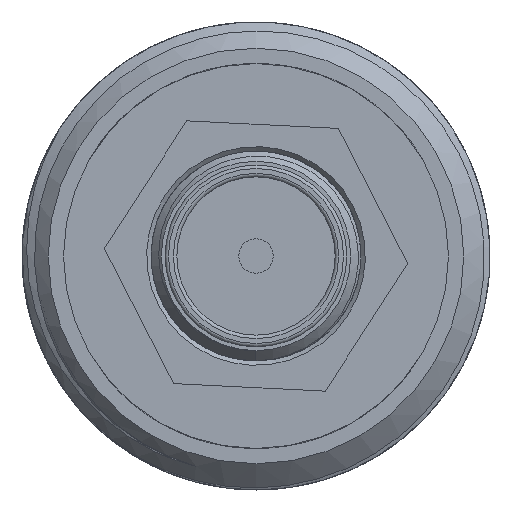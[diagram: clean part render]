
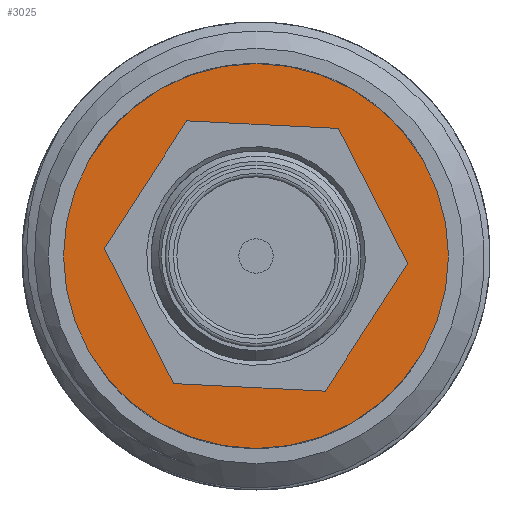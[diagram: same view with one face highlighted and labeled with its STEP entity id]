
A CAD part, front view. The second image highlights one B-rep face of the part: STEP entity #3025.
In plain terms, the highlighted planar face has unit normal (0, -1, 0).
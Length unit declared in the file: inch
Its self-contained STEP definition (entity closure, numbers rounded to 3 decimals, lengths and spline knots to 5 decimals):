
#245 = ORIENTED_EDGE ( 'NONE', *, *, #5558, .T. ) ;
#1021 = EDGE_LOOP ( 'NONE', ( #10306 ) ) ;
#1553 = DIRECTION ( 'NONE',  ( 0., 1., 0. ) ) ;
#2508 = AXIS2_PLACEMENT_3D ( 'NONE', #7023, #1553, #7944 ) ;
#2691 = CARTESIAN_POINT ( 'NONE',  ( 0., -0.58, 0. ) ) ;
#3025 = ADVANCED_FACE ( 'NONE', ( #3688, #10685 ), #11143, .F. ) ;
#3131 = CIRCLE ( 'NONE', #8400, 0.22 ) ;
#3615 = DIRECTION ( 'NONE',  ( 1., 0., 0. ) ) ;
#3688 = FACE_OUTER_BOUND ( 'NONE', #1021, .T. ) ;
#3896 = DIRECTION ( 'NONE',  ( 0., 1., 0. ) ) ;
#3951 = EDGE_CURVE ( 'NONE', #5588, #5588, #3131, .T. ) ;
#4401 = CARTESIAN_POINT ( 'NONE',  ( 0.127, -0.58, 0. ) ) ;
#5558 = EDGE_CURVE ( 'NONE', #7452, #7452, #5744, .T. ) ;
#5588 = VERTEX_POINT ( 'NONE', #6193 ) ;
#5744 = CIRCLE ( 'NONE', #2508, 0.127 ) ;
#6193 = CARTESIAN_POINT ( 'NONE',  ( 0.22, -0.58, 0. ) ) ;
#7023 = CARTESIAN_POINT ( 'NONE',  ( 0., -0.58, 0. ) ) ;
#7452 = VERTEX_POINT ( 'NONE', #4401 ) ;
#7686 = AXIS2_PLACEMENT_3D ( 'NONE', #9372, #3896, #10283 ) ;
#7944 = DIRECTION ( 'NONE',  ( 1., 0., 0. ) ) ;
#8400 = AXIS2_PLACEMENT_3D ( 'NONE', #2691, #9084, #3615 ) ;
#9084 = DIRECTION ( 'NONE',  ( 0., 1., 0. ) ) ;
#9372 = CARTESIAN_POINT ( 'NONE',  ( 0., -0.58, 0. ) ) ;
#9847 = EDGE_LOOP ( 'NONE', ( #245 ) ) ;
#10283 = DIRECTION ( 'NONE',  ( 1., 0., 0. ) ) ;
#10306 = ORIENTED_EDGE ( 'NONE', *, *, #3951, .F. ) ;
#10685 = FACE_BOUND ( 'NONE', #9847, .T. ) ;
#11143 = PLANE ( 'NONE',  #7686 ) ;
